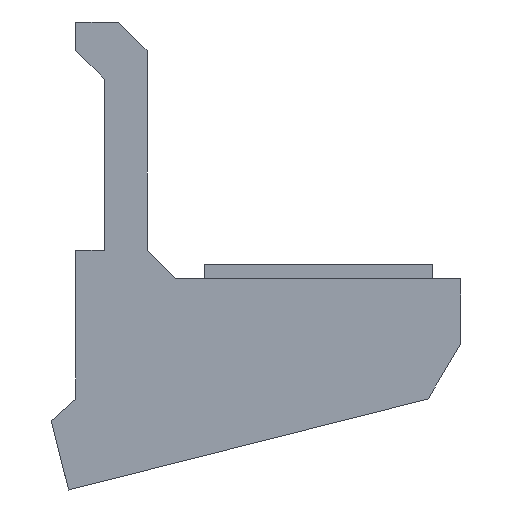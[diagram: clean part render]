
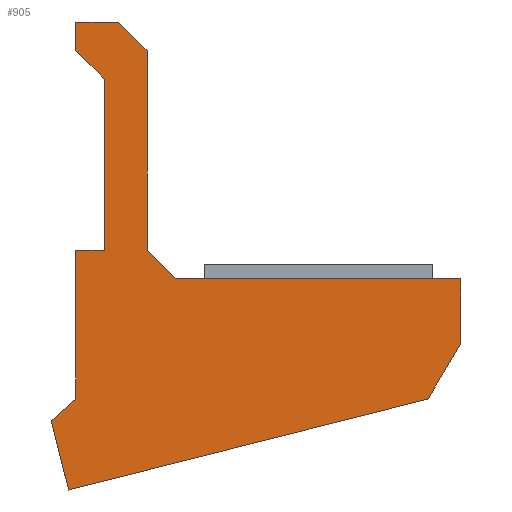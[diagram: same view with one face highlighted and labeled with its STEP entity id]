
A CAD part, left-side view. The second image highlights one B-rep face of the part: STEP entity #905.
In plain terms, the highlighted planar face has unit normal (-1, 0, 0).
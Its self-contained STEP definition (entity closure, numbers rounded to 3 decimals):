
#121=LINE('',#1213,#206);
#135=LINE('',#1763,#220);
#147=LINE('',#1819,#232);
#151=LINE('',#1826,#236);
#155=LINE('',#1833,#240);
#159=LINE('',#1841,#244);
#165=LINE('',#1853,#250);
#166=LINE('',#1855,#251);
#167=LINE('',#1858,#252);
#168=LINE('',#1860,#253);
#169=LINE('',#1862,#254);
#170=LINE('',#1864,#255);
#171=LINE('',#1865,#256);
#172=LINE('',#1867,#257);
#173=LINE('',#1868,#258);
#206=VECTOR('',#1020,1000.);
#220=VECTOR('',#1044,1000.);
#232=VECTOR('',#1060,1000.);
#236=VECTOR('',#1066,1000.);
#240=VECTOR('',#1072,1000.);
#244=VECTOR('',#1080,1000.);
#250=VECTOR('',#1088,1000.);
#251=VECTOR('',#1091,1000.);
#252=VECTOR('',#1092,1000.);
#253=VECTOR('',#1093,1000.);
#254=VECTOR('',#1094,1000.);
#255=VECTOR('',#1095,1000.);
#256=VECTOR('',#1096,1000.);
#257=VECTOR('',#1097,1000.);
#258=VECTOR('',#1098,1000.);
#383=ORIENTED_EDGE('',*,*,#612,.T.);
#384=ORIENTED_EDGE('',*,*,#613,.T.);
#385=ORIENTED_EDGE('',*,*,#614,.T.);
#386=ORIENTED_EDGE('',*,*,#615,.T.);
#387=ORIENTED_EDGE('',*,*,#616,.F.);
#388=ORIENTED_EDGE('',*,*,#542,.T.);
#389=ORIENTED_EDGE('',*,*,#617,.T.);
#390=ORIENTED_EDGE('',*,*,#618,.T.);
#391=ORIENTED_EDGE('',*,*,#601,.F.);
#392=ORIENTED_EDGE('',*,*,#574,.F.);
#393=ORIENTED_EDGE('',*,*,#597,.F.);
#394=ORIENTED_EDGE('',*,*,#593,.F.);
#395=ORIENTED_EDGE('',*,*,#605,.F.);
#396=ORIENTED_EDGE('',*,*,#611,.F.);
#397=ORIENTED_EDGE('',*,*,#619,.T.);
#542=EDGE_CURVE('',#668,#667,#121,.T.);
#574=EDGE_CURVE('',#697,#694,#135,.T.);
#593=EDGE_CURVE('',#710,#712,#147,.T.);
#597=EDGE_CURVE('',#712,#697,#151,.T.);
#601=EDGE_CURVE('',#694,#715,#155,.T.);
#605=EDGE_CURVE('',#717,#710,#159,.T.);
#611=EDGE_CURVE('',#722,#717,#165,.T.);
#612=EDGE_CURVE('',#723,#724,#166,.T.);
#613=EDGE_CURVE('',#724,#725,#167,.F.);
#614=EDGE_CURVE('',#725,#726,#168,.T.);
#615=EDGE_CURVE('',#726,#727,#169,.T.);
#616=EDGE_CURVE('',#668,#727,#170,.T.);
#617=EDGE_CURVE('',#667,#728,#171,.T.);
#618=EDGE_CURVE('',#728,#715,#172,.T.);
#619=EDGE_CURVE('',#722,#723,#173,.T.);
#667=VERTEX_POINT('',#1212);
#668=VERTEX_POINT('',#1214);
#694=VERTEX_POINT('',#1757);
#697=VERTEX_POINT('',#1762);
#710=VERTEX_POINT('',#1817);
#712=VERTEX_POINT('',#1820);
#715=VERTEX_POINT('',#1830);
#717=VERTEX_POINT('',#1840);
#722=VERTEX_POINT('',#1852);
#723=VERTEX_POINT('',#1856);
#724=VERTEX_POINT('',#1857);
#725=VERTEX_POINT('',#1859);
#726=VERTEX_POINT('',#1861);
#727=VERTEX_POINT('',#1863);
#728=VERTEX_POINT('',#1866);
#767=EDGE_LOOP('',(#383,#384,#385,#386,#387,#388,#389,#390,#391,#392,#393,
#394,#395,#396,#397));
#821=FACE_BOUND('',#767,.T.);
#864=PLANE('',#964);
#905=ADVANCED_FACE('',(#821),#864,.T.);
#964=AXIS2_PLACEMENT_3D('',#1854,#1089,#1090);
#1020=DIRECTION('',(0.,0.,-1.));
#1044=DIRECTION('',(0.,0.245,0.969));
#1060=DIRECTION('',(0.,0.512,-0.859));
#1066=DIRECTION('',(0.,0.969,-0.245));
#1072=DIRECTION('',(0.,-0.75,0.661));
#1080=DIRECTION('',(0.,0.,-1.));
#1088=DIRECTION('',(0.,-1.,0.));
#1089=DIRECTION('',(-1.,0.,0.));
#1090=DIRECTION('',(0.,0.,1.));
#1091=DIRECTION('',(0.,0.,1.));
#1092=DIRECTION('',(0.,-0.707,-0.707));
#1093=DIRECTION('',(0.,1.,0.));
#1094=DIRECTION('',(0.,0.,-1.));
#1095=DIRECTION('',(0.,0.707,0.707));
#1096=DIRECTION('',(0.,1.,0.));
#1097=DIRECTION('',(0.,0.,-1.));
#1098=DIRECTION('',(0.,0.707,0.707));
#1212=CARTESIAN_POINT('',(-3.57,-55.99,-25.5));
#1213=CARTESIAN_POINT('',(-3.57,-55.99,-11.5));
#1214=CARTESIAN_POINT('',(-3.57,-55.99,-13.5));
#1757=CARTESIAN_POINT('',(-3.57,-52.263,-37.453));
#1762=CARTESIAN_POINT('',(-3.57,-53.489,-42.3));
#1763=CARTESIAN_POINT('',(-3.57,-53.489,-42.3));
#1817=CARTESIAN_POINT('',(-3.57,-80.99,-32.036));
#1819=CARTESIAN_POINT('',(-3.57,-80.99,-32.036));
#1820=CARTESIAN_POINT('',(-3.57,-78.667,-35.931));
#1826=CARTESIAN_POINT('',(-3.57,-78.667,-35.931));
#1830=CARTESIAN_POINT('',(-3.57,-53.99,-35.93));
#1833=CARTESIAN_POINT('',(-3.57,-52.263,-37.453));
#1840=CARTESIAN_POINT('',(-3.57,-80.99,-27.5));
#1841=CARTESIAN_POINT('',(-3.57,-80.99,-27.5));
#1852=CARTESIAN_POINT('',(-3.57,-60.99,-27.5));
#1853=CARTESIAN_POINT('',(-3.57,-60.99,-27.5));
#1854=CARTESIAN_POINT('',(-3.57,-80.99,-27.5));
#1855=CARTESIAN_POINT('',(-3.57,-58.99,-25.5));
#1856=CARTESIAN_POINT('',(-3.57,-58.99,-25.5));
#1857=CARTESIAN_POINT('',(-3.57,-58.99,-11.5));
#1858=CARTESIAN_POINT('',(-3.57,-77.99,-30.5));
#1859=CARTESIAN_POINT('',(-3.57,-56.99,-9.5));
#1860=CARTESIAN_POINT('',(-3.57,-58.99,-9.5));
#1861=CARTESIAN_POINT('',(-3.57,-53.99,-9.5));
#1862=CARTESIAN_POINT('',(-3.57,-53.99,-9.5));
#1863=CARTESIAN_POINT('',(-3.57,-53.99,-11.5));
#1864=CARTESIAN_POINT('',(-3.57,-55.99,-13.5));
#1865=CARTESIAN_POINT('',(-3.57,-55.99,-25.5));
#1866=CARTESIAN_POINT('',(-3.57,-53.99,-25.5));
#1867=CARTESIAN_POINT('',(-3.57,-53.99,-25.5));
#1868=CARTESIAN_POINT('',(-3.57,-60.99,-27.5));
